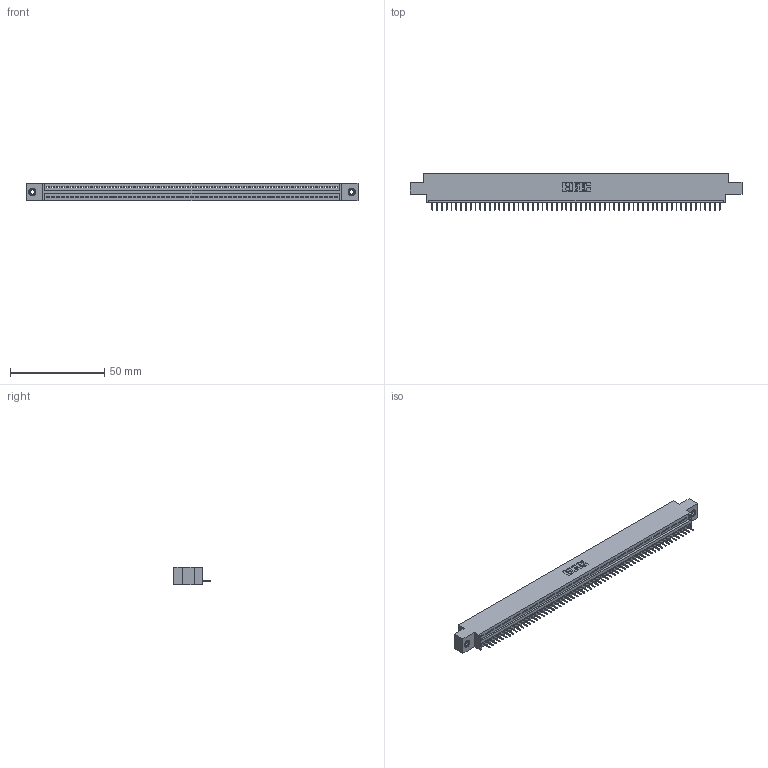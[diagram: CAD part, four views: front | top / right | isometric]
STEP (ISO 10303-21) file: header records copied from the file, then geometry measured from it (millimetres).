
FILE_DESCRIPTION (( 'STEP AP203' ), '1' );
FILE_NAME ('395-061-524-608.STEP', '2018-11-23T21:39:18', ( '' ), ( '' ), 'SwSTEP 2.0', 'SolidWorks 2016', '' );
FILE_SCHEMA (( 'CONFIG_CONTROL_DESIGN' ));
Length unit declared in the file: inch
Products named in the file (4): 345-250-001_345-250-003-102; 345-292-001_345-293-124; 395-061-524-608; 345 Part_0.170 Offset - 0.156 Dia-TI
Assembly tree (64 placements, depth 2):
  395-061-524-608
    345 Part_0.170 Offset - 0.156 Dia-TI
    345-292-001_345-293-124  x61
    345-250-001_345-250-003-102  x2
Bounding box: 176.15 x 19.35 x 9.4 mm (x, y, z)
Volume: 16525.6 mm3; surface area: 21594.5 mm2
Topology: 64 solids, 64 shells, 3972 faces, 11469 edges, 7394 vertices
Faces by surface type: plane 2922, cylinder 1034, cone 12, torus 4
Entity records: 44744 total; most frequent: CARTESIAN_POINT 7730, ORIENTED_EDGE 7718, DIRECTION 6751, EDGE_CURVE 3859, LINE 3467, VECTOR 3467, VERTEX_POINT 2564, AXIS2_PLACEMENT_3D 1642
